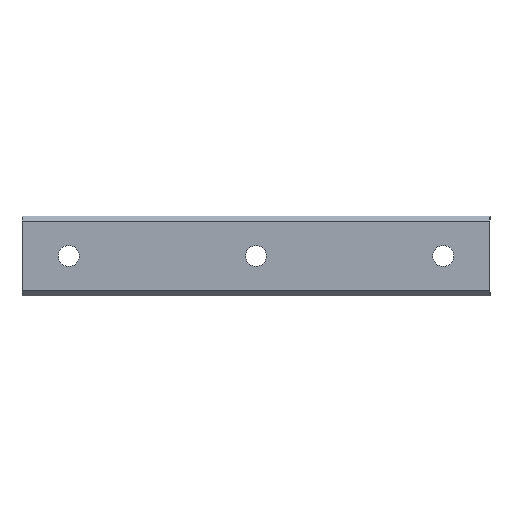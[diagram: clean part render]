
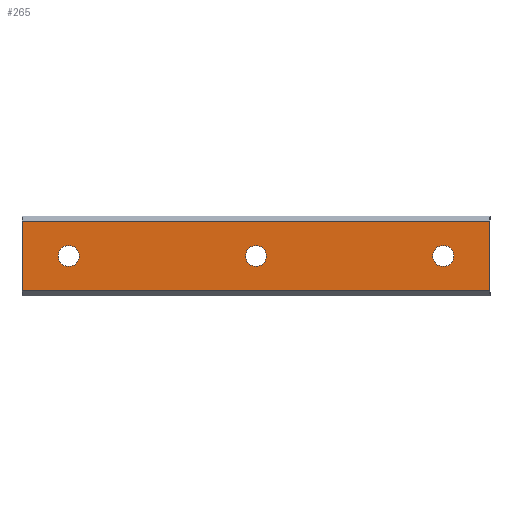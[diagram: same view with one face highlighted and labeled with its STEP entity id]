
A CAD part, front view. The second image highlights one B-rep face of the part: STEP entity #265.
In plain terms, the highlighted planar face has unit normal (0, -1, 0).
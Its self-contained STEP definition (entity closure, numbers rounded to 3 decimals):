
#10 = DIRECTION ( 'NONE',  ( 0., -1., 0. ) ) ;
#16 = EDGE_CURVE ( 'NONE', #401, #110, #579, .T. ) ;
#17 = EDGE_LOOP ( 'NONE', ( #614, #1060 ) ) ;
#19 = DIRECTION ( 'NONE',  ( 0., 0., 1. ) ) ;
#23 = DIRECTION ( 'NONE',  ( 0., -1., 0. ) ) ;
#28 = CARTESIAN_POINT ( 'NONE',  ( 80., 0., 0. ) ) ;
#38 = DIRECTION ( 'NONE',  ( 0., 0., 1. ) ) ;
#52 = CARTESIAN_POINT ( 'NONE',  ( 0., 0., -4.5 ) ) ;
#110 = VERTEX_POINT ( 'NONE', #263 ) ;
#125 = VERTEX_POINT ( 'NONE', #52 ) ;
#162 = ORIENTED_EDGE ( 'NONE', *, *, #448, .F. ) ;
#177 = VERTEX_POINT ( 'NONE', #686 ) ;
#179 = DIRECTION ( 'NONE',  ( 0., 0., -1. ) ) ;
#187 = VERTEX_POINT ( 'NONE', #382 ) ;
#207 = VERTEX_POINT ( 'NONE', #569 ) ;
#212 = DIRECTION ( 'NONE',  ( 0., -1., 0. ) ) ;
#213 = DIRECTION ( 'NONE',  ( 0., 0., 1. ) ) ;
#220 = CARTESIAN_POINT ( 'NONE',  ( 180., 0., 14.95 ) ) ;
#224 = EDGE_CURVE ( 'NONE', #230, #675, #592, .T. ) ;
#230 = VERTEX_POINT ( 'NONE', #1201 ) ;
#231 = CARTESIAN_POINT ( 'NONE',  ( 160., 0., 0. ) ) ;
#263 = CARTESIAN_POINT ( 'NONE',  ( -20., 0., 14.95 ) ) ;
#265 = ADVANCED_FACE ( 'NONE', ( #658, #758, #1184, #770 ), #1077, .F. ) ;
#277 = EDGE_CURVE ( 'NONE', #523, #207, #1346, .T. ) ;
#280 = EDGE_LOOP ( 'NONE', ( #162, #1098, #598, #1370 ) ) ;
#290 = AXIS2_PLACEMENT_3D ( 'NONE', #969, #1192, #536 ) ;
#338 = VECTOR ( 'NONE', #1194, 1000. ) ;
#346 = DIRECTION ( 'NONE',  ( 1., 0., 0. ) ) ;
#378 = EDGE_CURVE ( 'NONE', #207, #523, #1094, .T. ) ;
#382 = CARTESIAN_POINT ( 'NONE',  ( 180., 0., 14.95 ) ) ;
#393 = AXIS2_PLACEMENT_3D ( 'NONE', #886, #23, #38 ) ;
#399 = CIRCLE ( 'NONE', #842, 4.5 ) ;
#401 = VERTEX_POINT ( 'NONE', #627 ) ;
#448 = EDGE_CURVE ( 'NONE', #1051, #401, #1280, .T. ) ;
#462 = AXIS2_PLACEMENT_3D ( 'NONE', #612, #212, #1036 ) ;
#464 = EDGE_CURVE ( 'NONE', #110, #187, #1164, .T. ) ;
#508 = CIRCLE ( 'NONE', #462, 4.5 ) ;
#523 = VERTEX_POINT ( 'NONE', #1329 ) ;
#536 = DIRECTION ( 'NONE',  ( 0., 0., 1. ) ) ;
#556 = DIRECTION ( 'NONE',  ( 0., -1., 0. ) ) ;
#569 = CARTESIAN_POINT ( 'NONE',  ( 80., 0., 4.5 ) ) ;
#579 = LINE ( 'NONE', #1319, #338 ) ;
#592 = CIRCLE ( 'NONE', #880, 4.5 ) ;
#598 = ORIENTED_EDGE ( 'NONE', *, *, #464, .F. ) ;
#612 = CARTESIAN_POINT ( 'NONE',  ( 0., 0., 0. ) ) ;
#614 = ORIENTED_EDGE ( 'NONE', *, *, #885, .F. ) ;
#627 = CARTESIAN_POINT ( 'NONE',  ( -20., 0., -14.95 ) ) ;
#646 = CARTESIAN_POINT ( 'NONE',  ( 0., 0., 0. ) ) ;
#658 = FACE_OUTER_BOUND ( 'NONE', #280, .T. ) ;
#675 = VERTEX_POINT ( 'NONE', #1023 ) ;
#686 = CARTESIAN_POINT ( 'NONE',  ( 0., 0., 4.5 ) ) ;
#756 = AXIS2_PLACEMENT_3D ( 'NONE', #860, #556, #1176 ) ;
#757 = ORIENTED_EDGE ( 'NONE', *, *, #277, .F. ) ;
#758 = FACE_BOUND ( 'NONE', #1167, .T. ) ;
#770 = FACE_BOUND ( 'NONE', #926, .T. ) ;
#796 = CARTESIAN_POINT ( 'NONE',  ( 180., 0., -14.95 ) ) ;
#809 = AXIS2_PLACEMENT_3D ( 'NONE', #28, #10, #213 ) ;
#810 = LINE ( 'NONE', #1116, #1003 ) ;
#842 = AXIS2_PLACEMENT_3D ( 'NONE', #646, #970, #19 ) ;
#860 = CARTESIAN_POINT ( 'NONE',  ( 160., 0., 0. ) ) ;
#880 = AXIS2_PLACEMENT_3D ( 'NONE', #231, #981, #975 ) ;
#885 = EDGE_CURVE ( 'NONE', #675, #230, #1196, .T. ) ;
#886 = CARTESIAN_POINT ( 'NONE',  ( 80., 0., 0. ) ) ;
#911 = VECTOR ( 'NONE', #955, 1000. ) ;
#926 = EDGE_LOOP ( 'NONE', ( #1361, #757 ) ) ;
#950 = EDGE_CURVE ( 'NONE', #187, #1051, #810, .T. ) ;
#955 = DIRECTION ( 'NONE',  ( -1., 0., 0. ) ) ;
#968 = ORIENTED_EDGE ( 'NONE', *, *, #1245, .F. ) ;
#969 = CARTESIAN_POINT ( 'NONE',  ( 180., 0., 14.95 ) ) ;
#970 = DIRECTION ( 'NONE',  ( 0., -1., 0. ) ) ;
#975 = DIRECTION ( 'NONE',  ( 0., 0., 1. ) ) ;
#981 = DIRECTION ( 'NONE',  ( 0., -1., 0. ) ) ;
#1003 = VECTOR ( 'NONE', #179, 1000. ) ;
#1023 = CARTESIAN_POINT ( 'NONE',  ( 160., 0., 4.5 ) ) ;
#1036 = DIRECTION ( 'NONE',  ( 0., 0., 1. ) ) ;
#1051 = VERTEX_POINT ( 'NONE', #796 ) ;
#1060 = ORIENTED_EDGE ( 'NONE', *, *, #224, .F. ) ;
#1077 = PLANE ( 'NONE',  #290 ) ;
#1094 = CIRCLE ( 'NONE', #809, 4.5 ) ;
#1098 = ORIENTED_EDGE ( 'NONE', *, *, #950, .F. ) ;
#1107 = ORIENTED_EDGE ( 'NONE', *, *, #1161, .F. ) ;
#1116 = CARTESIAN_POINT ( 'NONE',  ( 180., 0., 14.95 ) ) ;
#1161 = EDGE_CURVE ( 'NONE', #177, #125, #508, .T. ) ;
#1164 = LINE ( 'NONE', #220, #1216 ) ;
#1167 = EDGE_LOOP ( 'NONE', ( #1107, #968 ) ) ;
#1176 = DIRECTION ( 'NONE',  ( 0., 0., 1. ) ) ;
#1184 = FACE_BOUND ( 'NONE', #17, .T. ) ;
#1192 = DIRECTION ( 'NONE',  ( 0., 1., 0. ) ) ;
#1194 = DIRECTION ( 'NONE',  ( 0., 0., 1. ) ) ;
#1196 = CIRCLE ( 'NONE', #756, 4.5 ) ;
#1201 = CARTESIAN_POINT ( 'NONE',  ( 160., 0., -4.5 ) ) ;
#1216 = VECTOR ( 'NONE', #346, 1000. ) ;
#1245 = EDGE_CURVE ( 'NONE', #125, #177, #399, .T. ) ;
#1257 = CARTESIAN_POINT ( 'NONE',  ( 180., 0., -14.95 ) ) ;
#1280 = LINE ( 'NONE', #1257, #911 ) ;
#1319 = CARTESIAN_POINT ( 'NONE',  ( -20., 0., 14.95 ) ) ;
#1329 = CARTESIAN_POINT ( 'NONE',  ( 80., 0., -4.5 ) ) ;
#1346 = CIRCLE ( 'NONE', #393, 4.5 ) ;
#1361 = ORIENTED_EDGE ( 'NONE', *, *, #378, .F. ) ;
#1370 = ORIENTED_EDGE ( 'NONE', *, *, #16, .F. ) ;
